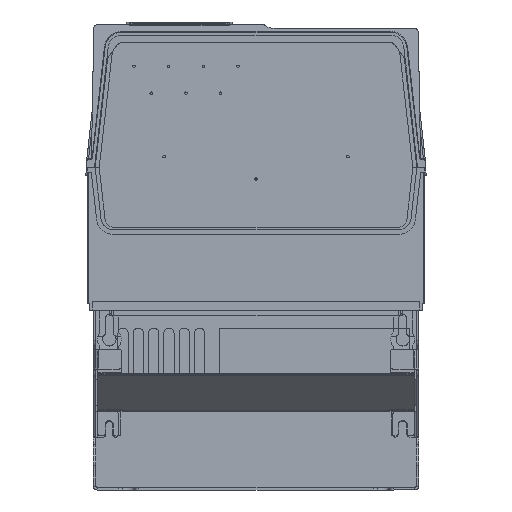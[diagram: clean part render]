
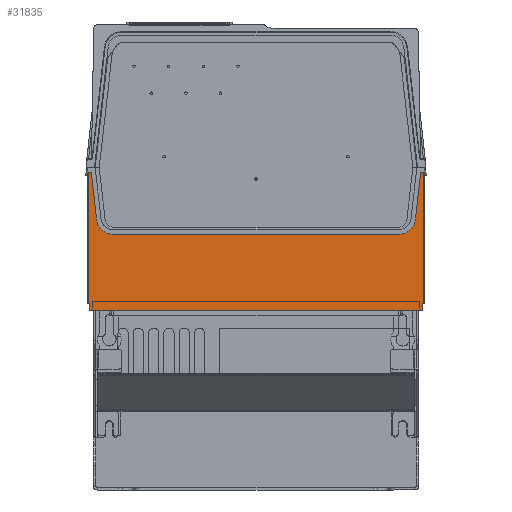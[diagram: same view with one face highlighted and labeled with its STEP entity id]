
A CAD part, front view. The second image highlights one B-rep face of the part: STEP entity #31835.
In plain terms, the highlighted planar face has unit normal (0, -1, 0).
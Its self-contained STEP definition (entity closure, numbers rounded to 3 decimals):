
#6734=DIRECTION('',(1.,0.,0.));
#6735=VECTOR('',#6734,10.276);
#6736=CARTESIAN_POINT('',(-5.138,-38.171,
5.551));
#6737=LINE('',#6736,#6735);
#6792=DIRECTION('',(0.,0.,-1.));
#6793=VECTOR('',#6792,0.217);
#6794=CARTESIAN_POINT('',(-5.138,-38.171,
5.768));
#6795=LINE('',#6794,#6793);
#6801=CARTESIAN_POINT('',(-5.157,-38.171,
5.768));
#6803=DIRECTION('',(1.,0.,-0.016));
#6804=VECTOR('',#6803,0.02);
#6805=CARTESIAN_POINT('',(-5.157,-38.171,
5.768));
#6806=LINE('',#6805,#6804);
#6811=DIRECTION('',(0.,0.,-1.));
#6812=VECTOR('',#6811,4.044);
#6813=CARTESIAN_POINT('',(-5.157,-38.171,
9.812));
#6814=LINE('',#6813,#6812);
#6826=DIRECTION('',(0.,0.,-1.));
#6827=VECTOR('',#6826,4.044);
#6828=CARTESIAN_POINT('',(5.157,-38.171,9.812));
#6829=LINE('',#6828,#6827);
#6830=CARTESIAN_POINT('',(5.157,-38.171,5.768));
#6831=CARTESIAN_POINT('',(5.151,-38.171,5.768));
#6832=CARTESIAN_POINT('',(5.144,-38.171,5.768));
#6833=CARTESIAN_POINT('',(5.138,-38.171,5.768));
#6835=DIRECTION('',(0.,0.,-1.));
#6836=VECTOR('',#6835,0.217);
#6837=CARTESIAN_POINT('',(5.138,-38.171,5.768));
#6838=LINE('',#6837,#6836);
#6839=DIRECTION('',(0.999,0.,-0.052));
#6840=VECTOR('',#6839,0.071);
#6841=CARTESIAN_POINT('',(-5.157,-38.171,
9.812));
#6842=LINE('',#6841,#6840);
#6843=DIRECTION('',(0.113,0.,-0.994));
#6844=VECTOR('',#6843,1.452);
#6845=CARTESIAN_POINT('',(-5.086,-38.171,
9.808));
#6846=LINE('',#6845,#6844);
#6847=CARTESIAN_POINT('',(-4.394,-38.171,
8.425));
#6848=DIRECTION('',(0.,-1.,0.));
#6849=DIRECTION('',(-0.994,0.,-0.113));
#6850=AXIS2_PLACEMENT_3D('',#6847,#6848,#6849);
#6852=DIRECTION('',(1.,0.,0.));
#6853=VECTOR('',#6852,8.787);
#6854=CARTESIAN_POINT('',(-4.394,-38.171,
7.894));
#6855=LINE('',#6854,#6853);
#6856=CARTESIAN_POINT('',(4.394,-38.171,8.425));
#6857=DIRECTION('',(0.,-1.,0.));
#6858=DIRECTION('',(0.,0.,-1.));
#6859=AXIS2_PLACEMENT_3D('',#6856,#6857,#6858);
#6861=DIRECTION('',(0.113,0.,0.994));
#6862=VECTOR('',#6861,1.452);
#6863=CARTESIAN_POINT('',(4.922,-38.171,8.365));
#6864=LINE('',#6863,#6862);
#6865=DIRECTION('',(0.999,0.,0.052));
#6866=VECTOR('',#6865,0.071);
#6867=CARTESIAN_POINT('',(5.086,-38.171,9.808));
#6868=LINE('',#6867,#6866);
#21091=CARTESIAN_POINT('',(-5.138,-38.171,
5.551));
#21092=VERTEX_POINT('',#21091);
#21093=CARTESIAN_POINT('',(5.138,-38.171,
5.551));
#21094=VERTEX_POINT('',#21093);
#21114=CARTESIAN_POINT('',(-5.138,-38.171,
5.768));
#21115=VERTEX_POINT('',#21114);
#21117=VERTEX_POINT('',#6801);
#21118=CARTESIAN_POINT('',(-5.157,-38.171,
9.812));
#21119=VERTEX_POINT('',#21118);
#21122=CARTESIAN_POINT('',(5.157,-38.171,
9.812));
#21123=CARTESIAN_POINT('',(5.157,-38.171,
5.768));
#21124=VERTEX_POINT('',#21122);
#21125=VERTEX_POINT('',#21123);
#21126=VERTEX_POINT('',#6833);
#21127=CARTESIAN_POINT('',(-5.086,-38.171,
9.808));
#21128=VERTEX_POINT('',#21127);
#21129=CARTESIAN_POINT('',(-4.922,-38.171,
8.365));
#21130=VERTEX_POINT('',#21129);
#21131=CARTESIAN_POINT('',(-4.394,-38.171,
7.894));
#21132=VERTEX_POINT('',#21131);
#21133=CARTESIAN_POINT('',(4.394,-38.171,
7.894));
#21134=VERTEX_POINT('',#21133);
#21135=CARTESIAN_POINT('',(4.922,-38.171,
8.365));
#21136=VERTEX_POINT('',#21135);
#21137=CARTESIAN_POINT('',(5.086,-38.171,
9.808));
#21138=VERTEX_POINT('',#21137);
#31804=CARTESIAN_POINT('',(0.,-38.171,
7.682));
#31805=DIRECTION('',(0.,1.,0.));
#31806=DIRECTION('',(1.,0.,0.));
#31807=AXIS2_PLACEMENT_3D('',#31804,#31805,#31806);
#31808=PLANE('',#31807);
#31810=ORIENTED_EDGE('',*,*,#31809,.T.);
#31812=ORIENTED_EDGE('',*,*,#31811,.T.);
#31814=ORIENTED_EDGE('',*,*,#31813,.T.);
#31815=ORIENTED_EDGE('',*,*,#31702,.F.);
#31816=ORIENTED_EDGE('',*,*,#31746,.F.);
#31817=ORIENTED_EDGE('',*,*,#31766,.F.);
#31818=ORIENTED_EDGE('',*,*,#31787,.F.);
#31820=ORIENTED_EDGE('',*,*,#31819,.T.);
#31822=ORIENTED_EDGE('',*,*,#31821,.T.);
#31824=ORIENTED_EDGE('',*,*,#31823,.T.);
#31826=ORIENTED_EDGE('',*,*,#31825,.T.);
#31828=ORIENTED_EDGE('',*,*,#31827,.T.);
#31830=ORIENTED_EDGE('',*,*,#31829,.T.);
#31832=ORIENTED_EDGE('',*,*,#31831,.T.);
#31833=EDGE_LOOP('',(#31810,#31812,#31814,#31815,#31816,#31817,#31818,#31820,
#31822,#31824,#31826,#31828,#31830,#31832));
#31834=FACE_OUTER_BOUND('',#31833,.F.);
#31835=ADVANCED_FACE('',(#31834),#31808,.F.);
#6834=B_SPLINE_CURVE_WITH_KNOTS('',3,(#6830,#6831,#6832,#6833),.UNSPECIFIED.,
.F.,.F.,(4,4),(0.,1.),.UNSPECIFIED.);
#6851=CIRCLE('',#6850,0.531);
#6860=CIRCLE('',#6859,0.531);
#31702=EDGE_CURVE('',#21092,#21094,#6737,.T.);
#31746=EDGE_CURVE('',#21115,#21092,#6795,.T.);
#31766=EDGE_CURVE('',#21117,#21115,#6806,.T.);
#31787=EDGE_CURVE('',#21119,#21117,#6814,.T.);
#31809=EDGE_CURVE('',#21124,#21125,#6829,.T.);
#31811=EDGE_CURVE('',#21125,#21126,#6834,.T.);
#31813=EDGE_CURVE('',#21126,#21094,#6838,.T.);
#31819=EDGE_CURVE('',#21119,#21128,#6842,.T.);
#31821=EDGE_CURVE('',#21128,#21130,#6846,.T.);
#31823=EDGE_CURVE('',#21130,#21132,#6851,.T.);
#31825=EDGE_CURVE('',#21132,#21134,#6855,.T.);
#31827=EDGE_CURVE('',#21134,#21136,#6860,.T.);
#31829=EDGE_CURVE('',#21136,#21138,#6864,.T.);
#31831=EDGE_CURVE('',#21138,#21124,#6868,.T.);
